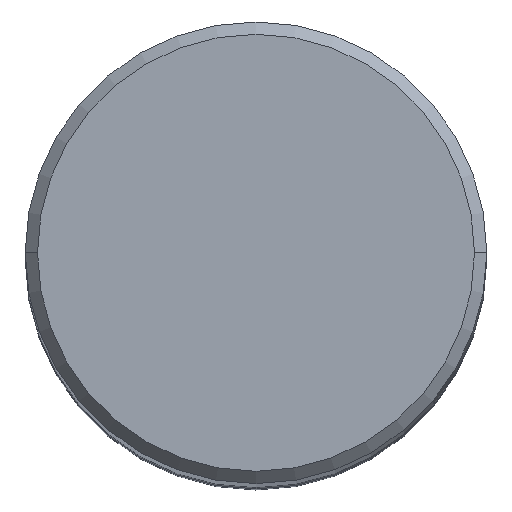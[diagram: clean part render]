
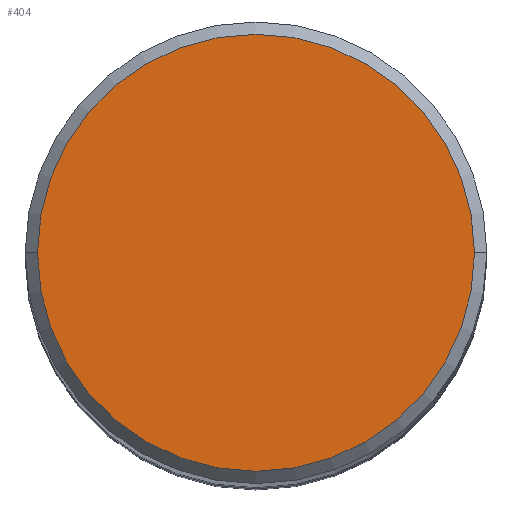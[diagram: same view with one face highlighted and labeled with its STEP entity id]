
A CAD part, top view. The second image highlights one B-rep face of the part: STEP entity #404.
In plain terms, the highlighted planar face has unit normal (0, 0, 1).
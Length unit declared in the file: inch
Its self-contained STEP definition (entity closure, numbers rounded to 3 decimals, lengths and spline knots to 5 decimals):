
#25 = CARTESIAN_POINT ( 'NONE',  ( 0., 0., 0. ) ) ;
#69 = DIRECTION ( 'NONE',  ( 1., 0., 0. ) ) ;
#82 = VERTEX_POINT ( 'NONE', #176 ) ;
#118 = CARTESIAN_POINT ( 'NONE',  ( 0., 0., 0. ) ) ;
#120 = VERTEX_POINT ( 'NONE', #427 ) ;
#122 = AXIS2_PLACEMENT_3D ( 'NONE', #376, #161, #249 ) ;
#161 = DIRECTION ( 'NONE',  ( 0., 0., -1. ) ) ;
#164 = AXIS2_PLACEMENT_3D ( 'NONE', #25, #458, #551 ) ;
#176 = CARTESIAN_POINT ( 'NONE',  ( 0.355, 0., 0. ) ) ;
#249 = DIRECTION ( 'NONE',  ( -1., 0., 0. ) ) ;
#256 = FACE_OUTER_BOUND ( 'NONE', #437, .T. ) ;
#310 = ORIENTED_EDGE ( 'NONE', *, *, #383, .T. ) ;
#332 = PLANE ( 'NONE',  #122 ) ;
#358 = AXIS2_PLACEMENT_3D ( 'NONE', #118, #417, #69 ) ;
#364 = EDGE_CURVE ( 'NONE', #82, #120, #392, .T. ) ;
#376 = CARTESIAN_POINT ( 'NONE',  ( 0., 0.355, 0. ) ) ;
#383 = EDGE_CURVE ( 'NONE', #120, #82, #520, .T. ) ;
#392 = CIRCLE ( 'NONE', #358, 0.355 ) ;
#404 = ADVANCED_FACE ( 'NONE', ( #256 ), #332, .F. ) ;
#417 = DIRECTION ( 'NONE',  ( 0., 0., 1. ) ) ;
#427 = CARTESIAN_POINT ( 'NONE',  ( -0.355, 0., 0. ) ) ;
#437 = EDGE_LOOP ( 'NONE', ( #310, #461 ) ) ;
#458 = DIRECTION ( 'NONE',  ( 0., 0., 1. ) ) ;
#461 = ORIENTED_EDGE ( 'NONE', *, *, #364, .T. ) ;
#520 = CIRCLE ( 'NONE', #164, 0.355 ) ;
#551 = DIRECTION ( 'NONE',  ( 1., 0., 0. ) ) ;
